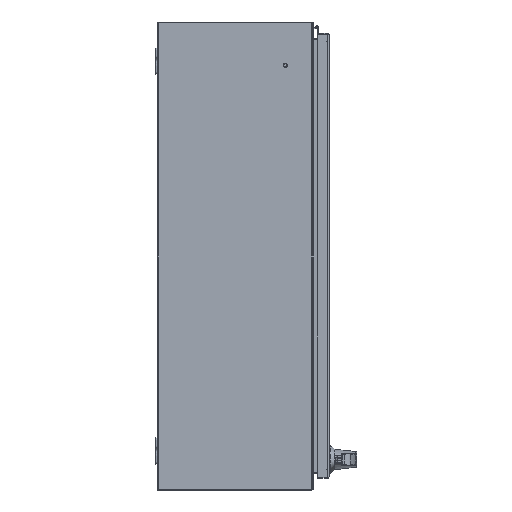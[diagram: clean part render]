
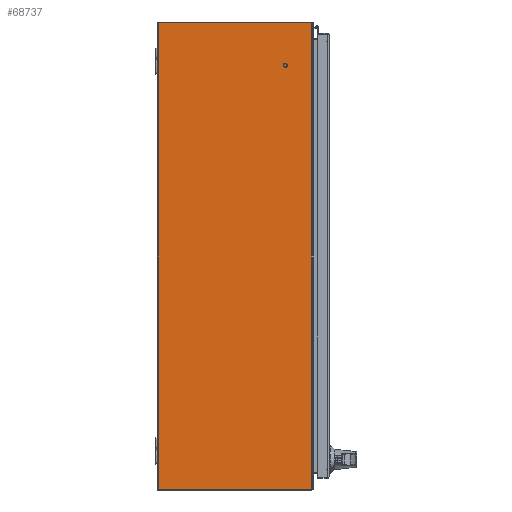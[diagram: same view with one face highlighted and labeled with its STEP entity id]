
A CAD part, front view. The second image highlights one B-rep face of the part: STEP entity #68737.
In plain terms, the highlighted face is planar.
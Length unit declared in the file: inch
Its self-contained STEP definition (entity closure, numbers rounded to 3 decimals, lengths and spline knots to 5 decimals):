
#5614 = DIRECTION ( 'NONE',  ( 0., -1., 0. ) ) ;
#7631 = VERTEX_POINT ( 'NONE', #80681 ) ;
#9243 = EDGE_CURVE ( 'NONE', #7631, #29278, #84039, .T. ) ;
#17866 = CARTESIAN_POINT ( 'NONE',  ( -17.928, -0.072, -24. ) ) ;
#18564 = CARTESIAN_POINT ( 'NONE',  ( 17.928, -0.108, -24. ) ) ;
#22838 = EDGE_CURVE ( 'NONE', #7631, #39157, #32937, .T. ) ;
#23755 = VECTOR ( 'NONE', #72595, 39.37008 ) ;
#29278 = VERTEX_POINT ( 'NONE', #35213 ) ;
#30426 = EDGE_LOOP ( 'NONE', ( #110446, #66437, #90245, #92230 ) ) ;
#31513 = CARTESIAN_POINT ( 'NONE',  ( 17.928, -0.072, -24. ) ) ;
#32937 = LINE ( 'NONE', #18564, #83325 ) ;
#35213 = CARTESIAN_POINT ( 'NONE',  ( 17.928, -11.892, -24. ) ) ;
#35869 = AXIS2_PLACEMENT_3D ( 'NONE', #96553, #44403, #53896 ) ;
#39157 = VERTEX_POINT ( 'NONE', #84073 ) ;
#43158 = FACE_OUTER_BOUND ( 'NONE', #30426, .T. ) ;
#43293 = DIRECTION ( 'NONE',  ( -1., 0., 0. ) ) ;
#44149 = LINE ( 'NONE', #17866, #23755 ) ;
#44403 = DIRECTION ( 'NONE',  ( 0., 0., 1. ) ) ;
#50392 = DIRECTION ( 'NONE',  ( 1., 0., 0. ) ) ;
#53896 = DIRECTION ( 'NONE',  ( 0., -1., 0. ) ) ;
#61140 = PLANE ( 'NONE',  #35869 ) ;
#66437 = ORIENTED_EDGE ( 'NONE', *, *, #75930, .T. ) ;
#68737 = ADVANCED_FACE ( 'NONE', ( #43158 ), #61140, .F. ) ;
#72595 = DIRECTION ( 'NONE',  ( 0., 1., 0. ) ) ;
#75930 = EDGE_CURVE ( 'NONE', #83269, #39157, #44149, .T. ) ;
#76714 = CARTESIAN_POINT ( 'NONE',  ( -17.928, -11.892, -24. ) ) ;
#78014 = EDGE_CURVE ( 'NONE', #83269, #29278, #97103, .T. ) ;
#80681 = CARTESIAN_POINT ( 'NONE',  ( 17.928, -0.108, -24. ) ) ;
#82058 = CARTESIAN_POINT ( 'NONE',  ( -17.928, -11.892, -24. ) ) ;
#83269 = VERTEX_POINT ( 'NONE', #82058 ) ;
#83325 = VECTOR ( 'NONE', #43293, 39.37008 ) ;
#84039 = LINE ( 'NONE', #31513, #85310 ) ;
#84073 = CARTESIAN_POINT ( 'NONE',  ( -17.928, -0.108, -24. ) ) ;
#85310 = VECTOR ( 'NONE', #5614, 39.37008 ) ;
#90245 = ORIENTED_EDGE ( 'NONE', *, *, #22838, .F. ) ;
#91679 = VECTOR ( 'NONE', #50392, 39.37008 ) ;
#92230 = ORIENTED_EDGE ( 'NONE', *, *, #9243, .T. ) ;
#96553 = CARTESIAN_POINT ( 'NONE',  ( -17.928, 0., -24. ) ) ;
#97103 = LINE ( 'NONE', #76714, #91679 ) ;
#110446 = ORIENTED_EDGE ( 'NONE', *, *, #78014, .F. ) ;
